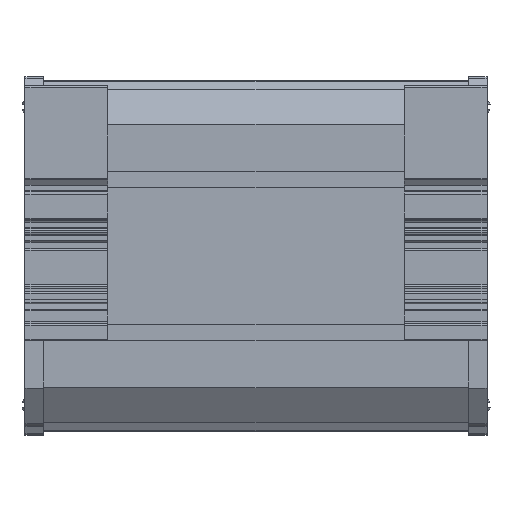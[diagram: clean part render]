
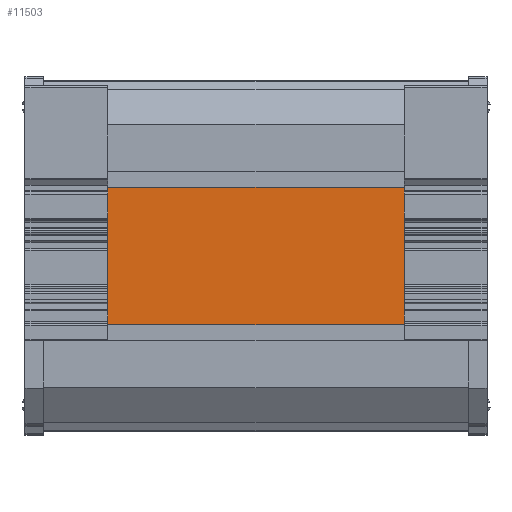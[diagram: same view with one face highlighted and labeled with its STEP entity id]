
A CAD part, front view. The second image highlights one B-rep face of the part: STEP entity #11503.
In plain terms, the highlighted planar face has unit normal (0, -1, 0).
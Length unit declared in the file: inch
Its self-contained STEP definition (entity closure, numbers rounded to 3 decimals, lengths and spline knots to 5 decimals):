
#1095 = LINE ( 'NONE', #23079, #13580 ) ;
#1551 = ORIENTED_EDGE ( 'NONE', *, *, #22782, .F. ) ;
#3648 = VERTEX_POINT ( 'NONE', #17210 ) ;
#5391 = LINE ( 'NONE', #38413, #41566 ) ;
#11503 = ADVANCED_FACE ( 'NONE', ( #51166 ), #51706, .F. ) ;
#13580 = VECTOR ( 'NONE', #51365, 39.37008 ) ;
#17210 = CARTESIAN_POINT ( 'NONE',  ( -1.415, -0.65806, -0.65649 ) ) ;
#17369 = LINE ( 'NONE', #47847, #28431 ) ;
#18837 = CARTESIAN_POINT ( 'NONE',  ( -2.025, -0.65806, 0.65649 ) ) ;
#19094 = ORIENTED_EDGE ( 'NONE', *, *, #36071, .F. ) ;
#19525 = DIRECTION ( 'NONE',  ( 1., 0., 0. ) ) ;
#22782 = EDGE_CURVE ( 'NONE', #3648, #23208, #48921, .T. ) ;
#23079 = CARTESIAN_POINT ( 'NONE',  ( 1.415, -0.65806, 0.65649 ) ) ;
#23119 = EDGE_CURVE ( 'NONE', #23208, #39766, #5391, .T. ) ;
#23208 = VERTEX_POINT ( 'NONE', #53270 ) ;
#23609 = DIRECTION ( 'NONE',  ( 0., 0., 1. ) ) ;
#26424 = DIRECTION ( 'NONE',  ( 0., 0., 1. ) ) ;
#28034 = ORIENTED_EDGE ( 'NONE', *, *, #42643, .T. ) ;
#28171 = VECTOR ( 'NONE', #26424, 39.37008 ) ;
#28431 = VECTOR ( 'NONE', #19525, 39.37008 ) ;
#35967 = CARTESIAN_POINT ( 'NONE',  ( -1.415, -0.65806, 0.65649 ) ) ;
#36071 = EDGE_CURVE ( 'NONE', #39766, #49421, #1095, .T. ) ;
#37794 = AXIS2_PLACEMENT_3D ( 'NONE', #18837, #51912, #23609 ) ;
#38413 = CARTESIAN_POINT ( 'NONE',  ( -2.025, -0.65806, 0.65649 ) ) ;
#39766 = VERTEX_POINT ( 'NONE', #41691 ) ;
#41376 = CARTESIAN_POINT ( 'NONE',  ( 1.415, -0.65806, -0.65649 ) ) ;
#41566 = VECTOR ( 'NONE', #43143, 39.37008 ) ;
#41691 = CARTESIAN_POINT ( 'NONE',  ( 1.415, -0.65806, 0.65649 ) ) ;
#42107 = ORIENTED_EDGE ( 'NONE', *, *, #23119, .F. ) ;
#42420 = EDGE_LOOP ( 'NONE', ( #1551, #28034, #19094, #42107 ) ) ;
#42643 = EDGE_CURVE ( 'NONE', #3648, #49421, #17369, .T. ) ;
#43143 = DIRECTION ( 'NONE',  ( 1., 0., 0. ) ) ;
#47847 = CARTESIAN_POINT ( 'NONE',  ( -2.025, -0.65806, -0.65649 ) ) ;
#48921 = LINE ( 'NONE', #35967, #28171 ) ;
#49421 = VERTEX_POINT ( 'NONE', #41376 ) ;
#51166 = FACE_OUTER_BOUND ( 'NONE', #42420, .T. ) ;
#51365 = DIRECTION ( 'NONE',  ( 0., 0., -1. ) ) ;
#51706 = PLANE ( 'NONE',  #37794 ) ;
#51912 = DIRECTION ( 'NONE',  ( 0., 1., 0. ) ) ;
#53270 = CARTESIAN_POINT ( 'NONE',  ( -1.415, -0.65806, 0.65649 ) ) ;
